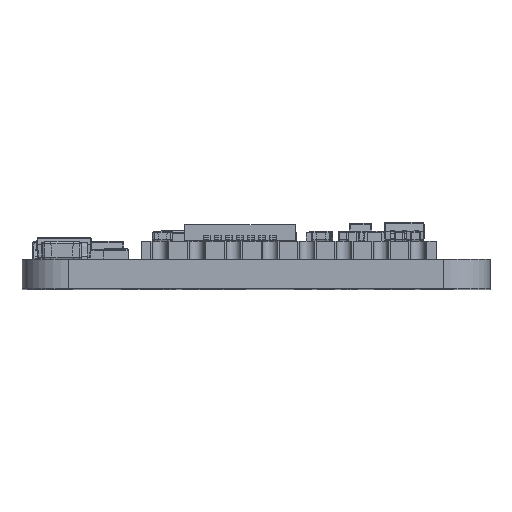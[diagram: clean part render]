
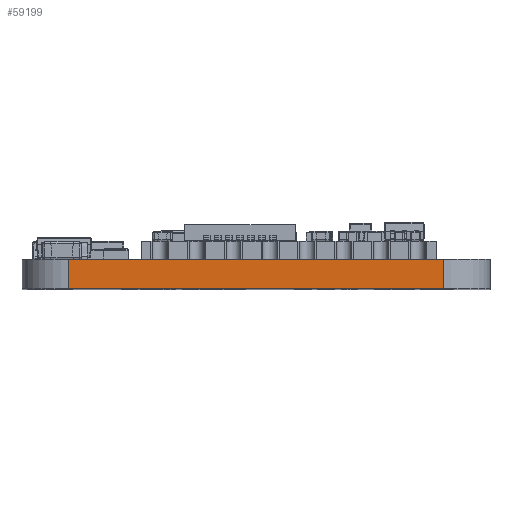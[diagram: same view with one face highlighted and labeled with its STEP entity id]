
A CAD part, top view. The second image highlights one B-rep face of the part: STEP entity #59199.
In plain terms, the highlighted planar face has unit normal (0, 0, 1).
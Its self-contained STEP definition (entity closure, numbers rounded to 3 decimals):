
#51568=DIRECTION('',(0.,-1.,0.));
#51569=VECTOR('',#51568,1.6);
#51570=CARTESIAN_POINT('',(23.114,1.6,0.));
#51571=LINE('',#51570,#51569);
#51576=DIRECTION('',(1.,0.,0.));
#51577=VECTOR('',#51576,20.32);
#51578=CARTESIAN_POINT('',(2.794,0.,0.));
#51579=LINE('',#51578,#51577);
#51580=DIRECTION('',(-1.,0.,0.));
#51581=VECTOR('',#51580,20.32);
#51582=CARTESIAN_POINT('',(23.114,1.6,0.));
#51583=LINE('',#51582,#51581);
#51588=DIRECTION('',(0.,1.,0.));
#51589=VECTOR('',#51588,1.6);
#51590=CARTESIAN_POINT('',(2.794,0.,0.));
#51591=LINE('',#51590,#51589);
#57761=CARTESIAN_POINT('',(2.794,1.6,0.));
#57762=VERTEX_POINT('',#57761);
#57763=CARTESIAN_POINT('',(23.114,1.6,0.));
#57764=VERTEX_POINT('',#57763);
#57773=CARTESIAN_POINT('',(23.114,0.,0.));
#57774=VERTEX_POINT('',#57773);
#57775=CARTESIAN_POINT('',(2.794,0.,0.));
#57776=VERTEX_POINT('',#57775);
#59186=CARTESIAN_POINT('',(2.794,0.,0.));
#59187=DIRECTION('',(0.,0.,1.));
#59188=DIRECTION('',(1.,0.,0.));
#59189=AXIS2_PLACEMENT_3D('',#59186,#59187,#59188);
#59190=PLANE('',#59189);
#59191=ORIENTED_EDGE('',*,*,#58778,.F.);
#59193=ORIENTED_EDGE('',*,*,#59192,.T.);
#59195=ORIENTED_EDGE('',*,*,#59194,.F.);
#59196=ORIENTED_EDGE('',*,*,#59178,.T.);
#59197=EDGE_LOOP('',(#59191,#59193,#59195,#59196));
#59198=FACE_OUTER_BOUND('',#59197,.F.);
#59199=ADVANCED_FACE('',(#59198),#59190,.T.);
#58778=EDGE_CURVE('',#57776,#57774,#51579,.T.);
#59178=EDGE_CURVE('',#57764,#57774,#51571,.T.);
#59192=EDGE_CURVE('',#57776,#57762,#51591,.T.);
#59194=EDGE_CURVE('',#57764,#57762,#51583,.T.);
